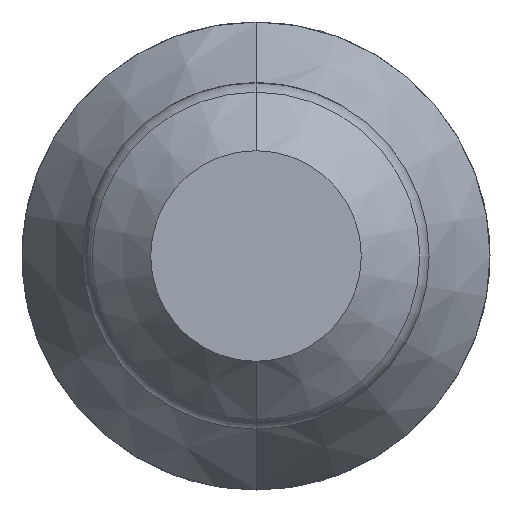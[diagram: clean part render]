
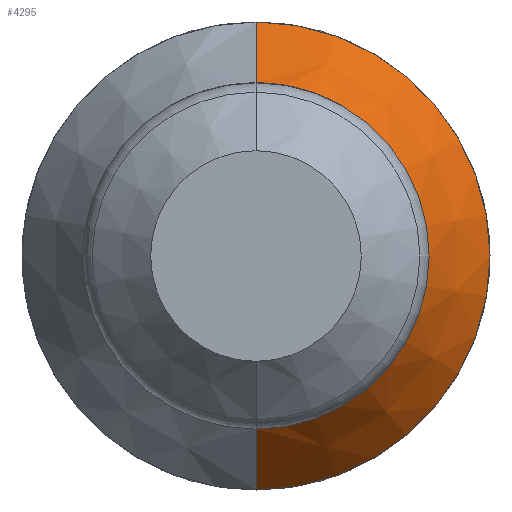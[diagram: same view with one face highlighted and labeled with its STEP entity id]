
A CAD part, front view. The second image highlights one B-rep face of the part: STEP entity #4295.
In plain terms, the highlighted conical face has half-angle 30 degrees and reference radius 0.74 mm.
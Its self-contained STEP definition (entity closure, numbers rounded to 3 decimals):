
#189 = VECTOR ( 'NONE', #4177, 1000. ) ;
#197 = EDGE_CURVE ( 'Defeature ausgef�hrt1_2+Defeature ausgef�hrt1_3+Defeature ausgef�hrt1_3+Defeature ausgef�hrt1_3', #1812, #543, #2579, .T. ) ;
#432 = LINE ( 'NONE', #521, #189 ) ;
#479 = DIRECTION ( 'NONE',  ( 0., 1., 0. ) ) ;
#521 = CARTESIAN_POINT ( 'NONE',  ( 0., -2.25, 0.74 ) ) ;
#543 = VERTEX_POINT ( 'NONE', #1269 ) ;
#763 = VERTEX_POINT ( 'NONE', #3538 ) ;
#870 = DIRECTION ( 'NONE',  ( 0., 0., 1. ) ) ;
#983 = AXIS2_PLACEMENT_3D ( 'NONE', #3244, #4086, #5214 ) ;
#1191 = VECTOR ( 'NONE', #4367, 1000. ) ;
#1269 = CARTESIAN_POINT ( 'NONE',  ( 0., -2.25, -0.74 ) ) ;
#1519 = EDGE_LOOP ( 'NONE', ( #4524, #4773, #2053, #3635 ) ) ;
#1812 = VERTEX_POINT ( 'NONE', #2160 ) ;
#2053 = ORIENTED_EDGE ( 'NONE', *, *, #4226, .F. ) ;
#2160 = CARTESIAN_POINT ( 'NONE',  ( 0., -2.25, 0.74 ) ) ;
#2579 = CIRCLE ( 'NONE', #3205, 0.74 ) ;
#2720 = CIRCLE ( 'NONE', #983, 1. ) ;
#2773 = CONICAL_SURFACE ( 'NONE', #3645, 0.74, 0.524 ) ;
#3035 = LINE ( 'NONE', #5010, #1191 ) ;
#3205 = AXIS2_PLACEMENT_3D ( 'NONE', #4172, #479, #3754 ) ;
#3244 = CARTESIAN_POINT ( 'NONE',  ( 0., -1.8, 0. ) ) ;
#3450 = CARTESIAN_POINT ( 'NONE',  ( 0., -1.8, 1. ) ) ;
#3538 = CARTESIAN_POINT ( 'NONE',  ( 0., -1.8, -1. ) ) ;
#3635 = ORIENTED_EDGE ( 'NONE', *, *, #5226, .F. ) ;
#3645 = AXIS2_PLACEMENT_3D ( 'NONE', #4095, #4555, #870 ) ;
#3754 = DIRECTION ( 'NONE',  ( 0., 0., 1. ) ) ;
#4086 = DIRECTION ( 'NONE',  ( 0., 1., 0. ) ) ;
#4095 = CARTESIAN_POINT ( 'NONE',  ( 0., -2.25, 0. ) ) ;
#4172 = CARTESIAN_POINT ( 'NONE',  ( 0., -2.25, 0. ) ) ;
#4177 = DIRECTION ( 'NONE',  ( 0., 0.866, 0.5 ) ) ;
#4226 = EDGE_CURVE ( 'Defeature ausgef�hrt1_0+Defeature ausgef�hrt1_2+Defeature ausgef�hrt1_2+Defeature ausgef�hrt1_2', #4739, #763, #2720, .T. ) ;
#4295 = ADVANCED_FACE ( 'Defeature ausgef�hrt1_2', ( #5248 ), #2773, .T. ) ;
#4367 = DIRECTION ( 'NONE',  ( 0., 0.866, -0.5 ) ) ;
#4524 = ORIENTED_EDGE ( 'NONE', *, *, #197, .T. ) ;
#4555 = DIRECTION ( 'NONE',  ( 0., 1., 0. ) ) ;
#4558 = EDGE_CURVE ( 'NONE', #543, #763, #3035, .T. ) ;
#4739 = VERTEX_POINT ( 'NONE', #3450 ) ;
#4773 = ORIENTED_EDGE ( 'NONE', *, *, #4558, .T. ) ;
#5010 = CARTESIAN_POINT ( 'NONE',  ( 0., -2.25, -0.74 ) ) ;
#5214 = DIRECTION ( 'NONE',  ( 0., 0., 1. ) ) ;
#5226 = EDGE_CURVE ( 'NONE', #1812, #4739, #432, .T. ) ;
#5248 = FACE_OUTER_BOUND ( 'NONE', #1519, .T. ) ;
